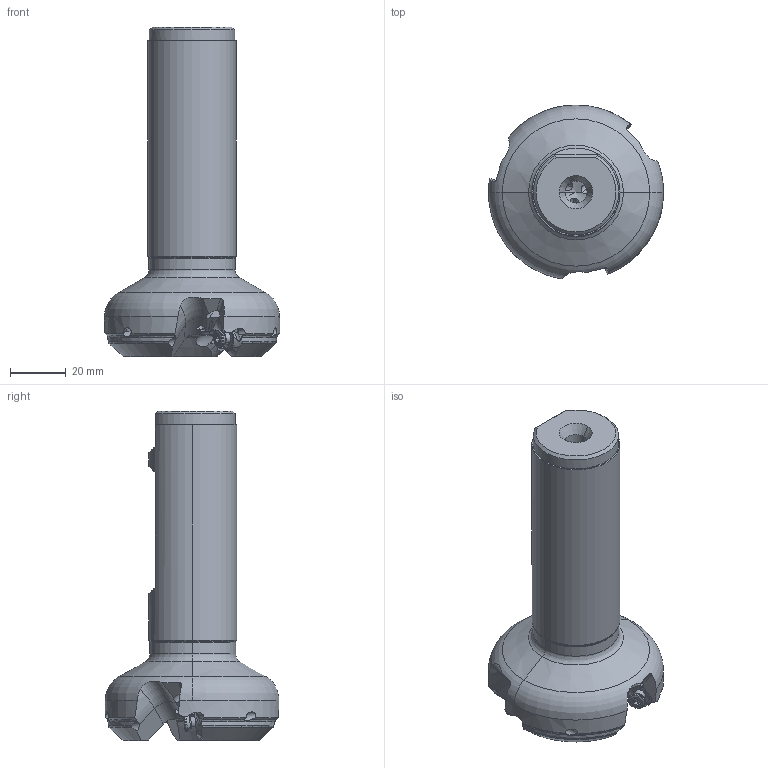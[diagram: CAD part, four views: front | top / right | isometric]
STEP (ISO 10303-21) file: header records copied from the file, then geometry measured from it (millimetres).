
FILE_DESCRIPTION(/* description */ (''),/* implementation_level */ '2;1');
FILE_NAME(/* name */ 'WSX445UR3203FA20M.stp',/* time_stamp */ '2025-07-03T15:45:19+09:00',/* author */ (''),/* organization */ (''),/* preprocessor_version */ 'ST-DEVELOPER v18.101',/* originating_system */ 'SIEMENS PLM Software NX 2011',/* authorisation */ '');
FILE_SCHEMA (('AUTOMOTIVE_DESIGN { 1 0 10303 214 3 1 1 1 }'));
Length unit declared in the file: millimetre
Products named in the file (1): WSX445UR3203FA20M_ASM
Bounding box: 63.1 x 62.69 x 118.9 mm (x, y, z)
Volume: 118631.4 mm3; surface area: 23113.1 mm2
Topology: 4 solids, 4 shells, 469 faces, 1307 edges, 838 vertices
Faces by surface type: cylinder 174, torus 105, plane 102, cone 37, bspline 24, sphere 15, extrusion 12
Entity records: 19497 total; most frequent: CARTESIAN_POINT 8347, ORIENTED_EDGE 2586, DIRECTION 1947, EDGE_CURVE 1293, VERTEX_POINT 832, AXIS2_PLACEMENT_3D 807, B_SPLINE_CURVE_WITH_KNOTS 630, EDGE_LOOP 481
